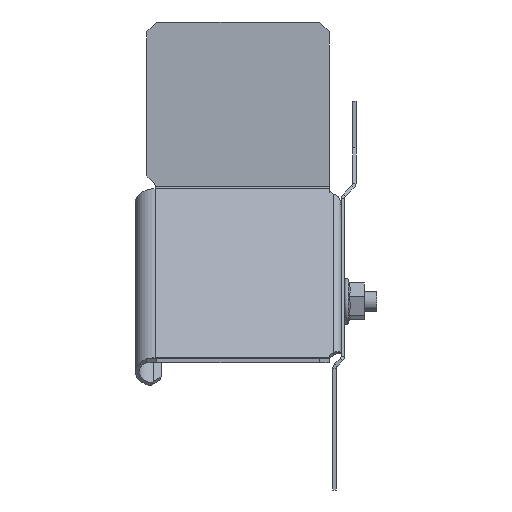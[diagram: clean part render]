
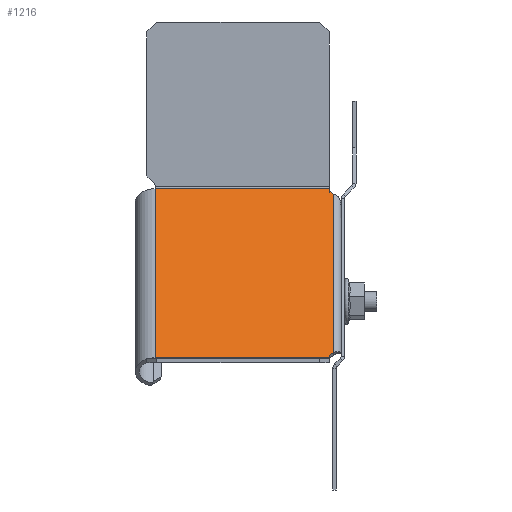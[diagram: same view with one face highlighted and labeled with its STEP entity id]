
A CAD part, left-side view. The second image highlights one B-rep face of the part: STEP entity #1216.
In plain terms, the highlighted face is planar.
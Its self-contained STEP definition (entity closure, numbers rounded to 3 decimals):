
#3 = DIRECTION ( 'NONE',  ( 0., -1., 0. ) ) ;
#33 = EDGE_CURVE ( 'NONE', #1416, #2990, #303, .T. ) ;
#59 = VECTOR ( 'NONE', #2013, 1000. ) ;
#60 = CARTESIAN_POINT ( 'NONE',  ( 36., 75., 0. ) ) ;
#98 = CARTESIAN_POINT ( 'NONE',  ( 14., 0., 0. ) ) ;
#100 = EDGE_LOOP ( 'NONE', ( #888, #3441, #2010, #1352, #1881, #514, #1264, #1670 ) ) ;
#160 = DIRECTION ( 'NONE',  ( 1., 0., 0. ) ) ;
#169 = CARTESIAN_POINT ( 'NONE',  ( 36., 73.5, 0. ) ) ;
#181 = CARTESIAN_POINT ( 'NONE',  ( -35., 21., 0. ) ) ;
#187 = LINE ( 'NONE', #3173, #3209 ) ;
#226 = AXIS2_PLACEMENT_3D ( 'NONE', #349, #3000, #2657 ) ;
#250 = VECTOR ( 'NONE', #1867, 1000. ) ;
#264 = VERTEX_POINT ( 'NONE', #1727 ) ;
#303 = LINE ( 'NONE', #98, #250 ) ;
#327 = DIRECTION ( 'NONE',  ( 0.707, -0.707, 0. ) ) ;
#349 = CARTESIAN_POINT ( 'NONE',  ( -37.039, 75., 0. ) ) ;
#449 = CARTESIAN_POINT ( 'NONE',  ( -35., 21., 0. ) ) ;
#514 = ORIENTED_EDGE ( 'NONE', *, *, #2628, .F. ) ;
#673 = VECTOR ( 'NONE', #327, 1000. ) ;
#778 = VECTOR ( 'NONE', #160, 1000. ) ;
#781 = FACE_OUTER_BOUND ( 'NONE', #100, .T. ) ;
#888 = ORIENTED_EDGE ( 'NONE', *, *, #1719, .F. ) ;
#906 = CARTESIAN_POINT ( 'NONE',  ( 35., 21., 0. ) ) ;
#927 = VECTOR ( 'NONE', #1011, 1000. ) ;
#983 = LINE ( 'NONE', #60, #59 ) ;
#1011 = DIRECTION ( 'NONE',  ( 1., 0., 0. ) ) ;
#1059 = CARTESIAN_POINT ( 'NONE',  ( -37.039, 73.5, 0. ) ) ;
#1084 = VERTEX_POINT ( 'NONE', #169 ) ;
#1216 = ADVANCED_FACE ( 'NONE', ( #781 ), #3504, .F. ) ;
#1264 = ORIENTED_EDGE ( 'NONE', *, *, #3247, .F. ) ;
#1352 = ORIENTED_EDGE ( 'NONE', *, *, #33, .F. ) ;
#1416 = VERTEX_POINT ( 'NONE', #3226 ) ;
#1462 = LINE ( 'NONE', #449, #778 ) ;
#1468 = EDGE_CURVE ( 'NONE', #1416, #264, #2402, .T. ) ;
#1567 = VECTOR ( 'NONE', #1909, 1000. ) ;
#1670 = ORIENTED_EDGE ( 'NONE', *, *, #3499, .F. ) ;
#1719 = EDGE_CURVE ( 'NONE', #1084, #2378, #2723, .T. ) ;
#1727 = CARTESIAN_POINT ( 'NONE',  ( -33.71, 19.71, 0. ) ) ;
#1729 = LINE ( 'NONE', #906, #927 ) ;
#1777 = CARTESIAN_POINT ( 'NONE',  ( 35., 21., 0. ) ) ;
#1867 = DIRECTION ( 'NONE',  ( 0.707, 0.707, 0. ) ) ;
#1881 = ORIENTED_EDGE ( 'NONE', *, *, #1468, .T. ) ;
#1909 = DIRECTION ( 'NONE',  ( -1., 0., 0. ) ) ;
#1962 = CARTESIAN_POINT ( 'NONE',  ( -36., 21., 0. ) ) ;
#2010 = ORIENTED_EDGE ( 'NONE', *, *, #3107, .F. ) ;
#2013 = DIRECTION ( 'NONE',  ( 0., -1., 0. ) ) ;
#2378 = VERTEX_POINT ( 'NONE', #3431 ) ;
#2402 = LINE ( 'NONE', #3276, #1567 ) ;
#2531 = VERTEX_POINT ( 'NONE', #2575 ) ;
#2575 = CARTESIAN_POINT ( 'NONE',  ( 36., 21., 0. ) ) ;
#2580 = VERTEX_POINT ( 'NONE', #1962 ) ;
#2613 = LINE ( 'NONE', #3364, #673 ) ;
#2628 = EDGE_CURVE ( 'NONE', #2978, #264, #2613, .T. ) ;
#2657 = DIRECTION ( 'NONE',  ( 1., 0., 0. ) ) ;
#2723 = LINE ( 'NONE', #1059, #3269 ) ;
#2978 = VERTEX_POINT ( 'NONE', #181 ) ;
#2990 = VERTEX_POINT ( 'NONE', #1777 ) ;
#3000 = DIRECTION ( 'NONE',  ( 0., 0., 1. ) ) ;
#3104 = DIRECTION ( 'NONE',  ( -1., 0., 0. ) ) ;
#3107 = EDGE_CURVE ( 'NONE', #2990, #2531, #1729, .T. ) ;
#3173 = CARTESIAN_POINT ( 'NONE',  ( -36., 75., 0. ) ) ;
#3209 = VECTOR ( 'NONE', #3, 1000. ) ;
#3226 = CARTESIAN_POINT ( 'NONE',  ( 33.71, 19.71, 0. ) ) ;
#3247 = EDGE_CURVE ( 'NONE', #2580, #2978, #1462, .T. ) ;
#3269 = VECTOR ( 'NONE', #3104, 1000. ) ;
#3276 = CARTESIAN_POINT ( 'NONE',  ( -37.039, 19.71, 0. ) ) ;
#3364 = CARTESIAN_POINT ( 'NONE',  ( -14., 0., 0. ) ) ;
#3431 = CARTESIAN_POINT ( 'NONE',  ( -36., 73.5, 0. ) ) ;
#3441 = ORIENTED_EDGE ( 'NONE', *, *, #3721, .T. ) ;
#3499 = EDGE_CURVE ( 'NONE', #2378, #2580, #187, .T. ) ;
#3504 = PLANE ( 'NONE',  #226 ) ;
#3721 = EDGE_CURVE ( 'NONE', #1084, #2531, #983, .T. ) ;
